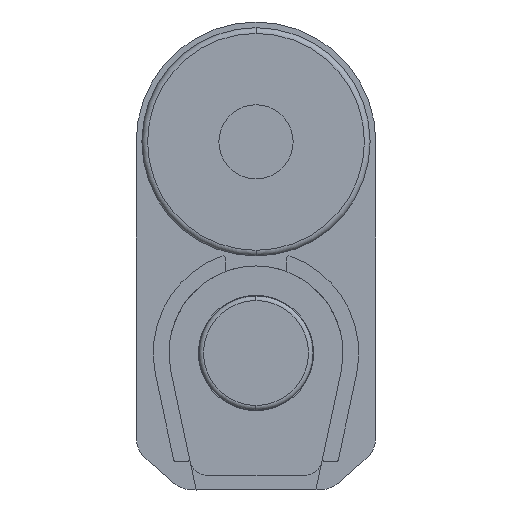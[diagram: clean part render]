
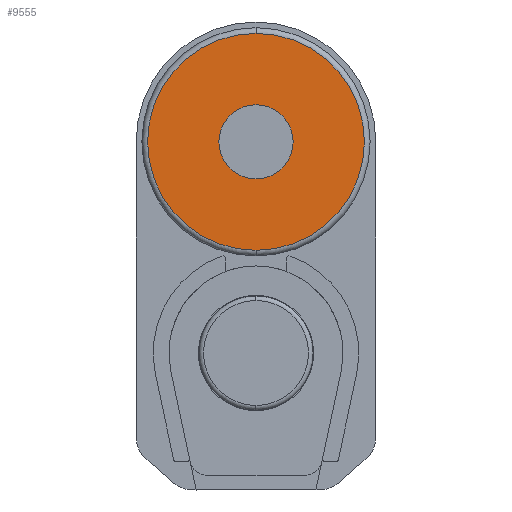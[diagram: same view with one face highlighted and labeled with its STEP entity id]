
A CAD part, front view. The second image highlights one B-rep face of the part: STEP entity #9555.
In plain terms, the highlighted planar face has unit normal (0, -1, 0).
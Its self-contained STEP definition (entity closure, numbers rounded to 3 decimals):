
#15 = VERTEX_POINT ( 'NONE', #16987 ) ;
#291 = ORIENTED_EDGE ( 'NONE', *, *, #11726, .F. ) ;
#713 = AXIS2_PLACEMENT_3D ( 'NONE', #11350, #11120, #16414 ) ;
#765 = DIRECTION ( 'NONE',  ( 0., 0., -1. ) ) ;
#3549 = CIRCLE ( 'NONE', #713, 19. ) ;
#3645 = CARTESIAN_POINT ( 'NONE',  ( 0., -79., 39. ) ) ;
#4268 = CARTESIAN_POINT ( 'NONE',  ( 0., -79., 20. ) ) ;
#4342 = DIRECTION ( 'NONE',  ( 0., 0., -1. ) ) ;
#4513 = CIRCLE ( 'NONE', #22593, 19. ) ;
#4906 = CIRCLE ( 'NONE', #5409, 6.5 ) ;
#5319 = VERTEX_POINT ( 'NONE', #5865 ) ;
#5409 = AXIS2_PLACEMENT_3D ( 'NONE', #4268, #20004, #4342 ) ;
#5865 = CARTESIAN_POINT ( 'NONE',  ( 0., -79., 26.5 ) ) ;
#5992 = CARTESIAN_POINT ( 'NONE',  ( 0., -79., 13.5 ) ) ;
#7445 = AXIS2_PLACEMENT_3D ( 'NONE', #11033, #16557, #16483 ) ;
#7753 = DIRECTION ( 'NONE',  ( 0., -1., 0. ) ) ;
#8115 = DIRECTION ( 'NONE',  ( 0., 0., -1. ) ) ;
#8259 = VERTEX_POINT ( 'NONE', #5992 ) ;
#9555 = ADVANCED_FACE ( 'NONE', ( #12177, #21541 ), #11264, .T. ) ;
#9661 = ORIENTED_EDGE ( 'NONE', *, *, #14204, .F. ) ;
#11033 = CARTESIAN_POINT ( 'NONE',  ( 0., -79., 0. ) ) ;
#11120 = DIRECTION ( 'NONE',  ( 0., -1., 0. ) ) ;
#11264 = PLANE ( 'NONE',  #7445 ) ;
#11350 = CARTESIAN_POINT ( 'NONE',  ( 0., -79., 20. ) ) ;
#11662 = EDGE_CURVE ( 'NONE', #15, #17580, #3549, .T. ) ;
#11726 = EDGE_CURVE ( 'NONE', #8259, #5319, #4906, .T. ) ;
#12177 = FACE_BOUND ( 'NONE', #15403, .T. ) ;
#14204 = EDGE_CURVE ( 'NONE', #5319, #8259, #18560, .T. ) ;
#14953 = DIRECTION ( 'NONE',  ( 0., -1., 0. ) ) ;
#15403 = EDGE_LOOP ( 'NONE', ( #9661, #291 ) ) ;
#16414 = DIRECTION ( 'NONE',  ( 0., 0., -1. ) ) ;
#16423 = ORIENTED_EDGE ( 'NONE', *, *, #21228, .T. ) ;
#16483 = DIRECTION ( 'NONE',  ( 0., 0., -1. ) ) ;
#16557 = DIRECTION ( 'NONE',  ( 0., -1., 0. ) ) ;
#16680 = CARTESIAN_POINT ( 'NONE',  ( 0., -79., 20. ) ) ;
#16987 = CARTESIAN_POINT ( 'NONE',  ( 0., -79., 1. ) ) ;
#17580 = VERTEX_POINT ( 'NONE', #3645 ) ;
#18262 = CARTESIAN_POINT ( 'NONE',  ( 0., -79., 20. ) ) ;
#18560 = CIRCLE ( 'NONE', #19911, 6.5 ) ;
#19230 = ORIENTED_EDGE ( 'NONE', *, *, #11662, .T. ) ;
#19911 = AXIS2_PLACEMENT_3D ( 'NONE', #18262, #7753, #765 ) ;
#20004 = DIRECTION ( 'NONE',  ( 0., -1., 0. ) ) ;
#20296 = EDGE_LOOP ( 'NONE', ( #19230, #16423 ) ) ;
#21228 = EDGE_CURVE ( 'NONE', #17580, #15, #4513, .T. ) ;
#21541 = FACE_OUTER_BOUND ( 'NONE', #20296, .T. ) ;
#22593 = AXIS2_PLACEMENT_3D ( 'NONE', #16680, #14953, #8115 ) ;
